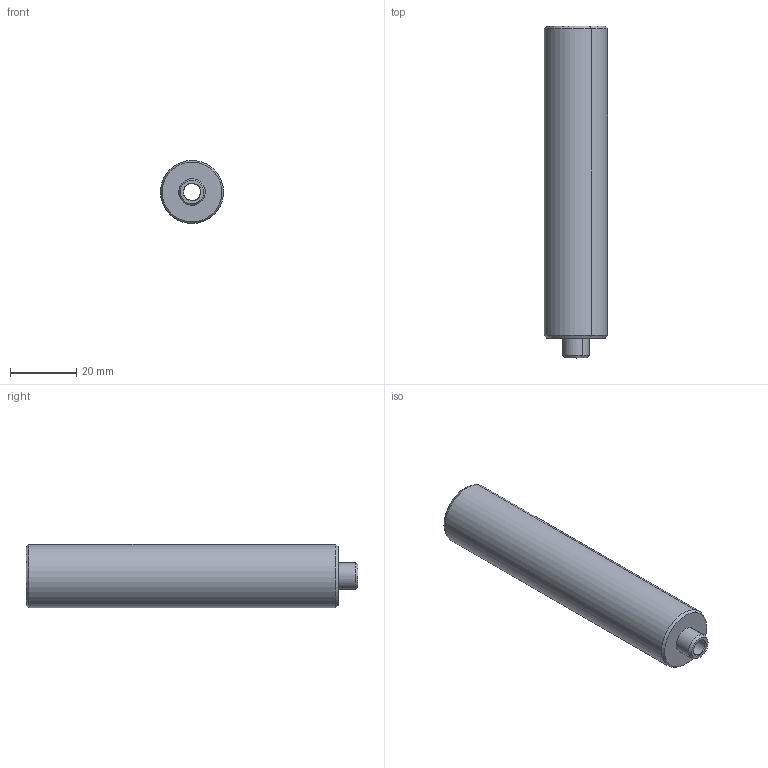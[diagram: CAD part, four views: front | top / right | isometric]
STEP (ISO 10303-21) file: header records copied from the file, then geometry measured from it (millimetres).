
FILE_DESCRIPTION(('CATIA V5 STEP Exchange'),'2;1');
FILE_NAME('adaptateur_9mm.stp','2022-11-08T13:35:46+00:00',('none'),('none'),'CATIA Version 5 Release 20 SP 6 (IN-10)','CATIA V5 STEP AP203','none');
FILE_SCHEMA(('CONFIG_CONTROL_DESIGN'));
Length unit declared in the file: millimetre
Products named in the file (1): Part2
Bounding box: 18.99 x 100 x 18.99 mm (x, y, z)
Volume: 20911.3 mm3; surface area: 8939.5 mm2
Topology: 1 solids, 1 shells, 22 faces, 44 edges, 26 vertices
Faces by surface type: cone 10, cylinder 8, plane 4
Entity records: 589 total; most frequent: CARTESIAN_POINT 106, ORIENTED_EDGE 88, DIRECTION 79, AXIS2_PLACEMENT_3D 44, EDGE_CURVE 44, EDGE_LOOP 26, VERTEX_POINT 26, CIRCLE 25
